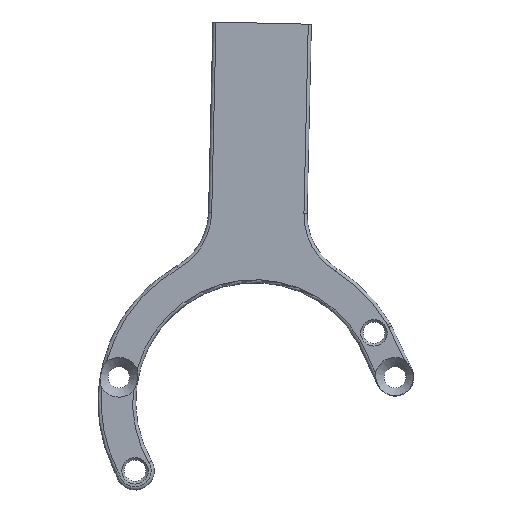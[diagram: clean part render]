
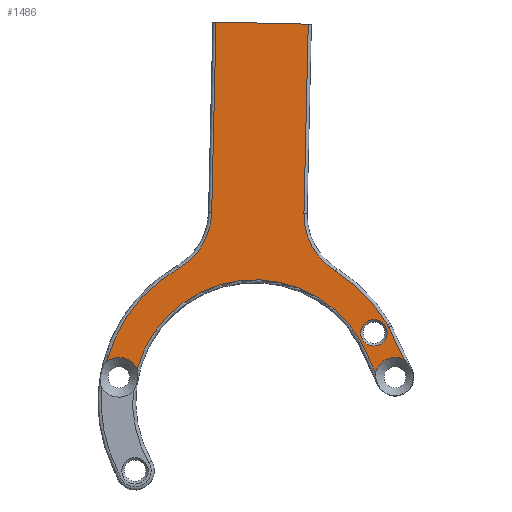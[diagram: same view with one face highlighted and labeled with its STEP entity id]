
A CAD part, front view. The second image highlights one B-rep face of the part: STEP entity #1486.
In plain terms, the highlighted planar face has unit normal (0, -1, 0).
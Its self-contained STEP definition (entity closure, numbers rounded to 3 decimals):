
#30=FACE_BOUND('',#433,.T.);
#48=PLANE('',#1701);
#100=LINE('',#2627,#186);
#123=LINE('',#2783,#209);
#125=LINE('',#2802,#211);
#134=LINE('',#2979,#220);
#135=LINE('',#2980,#221);
#186=VECTOR('',#1918,10.);
#209=VECTOR('',#2065,10.);
#211=VECTOR('',#2075,10.);
#220=VECTOR('',#2182,10.);
#221=VECTOR('',#2183,10.);
#338=FACE_OUTER_BOUND('',#432,.T.);
#432=EDGE_LOOP('',(#1342,#1343,#1344,#1345,#1346,#1347,#1348,#1349,#1350,
#1351,#1352,#1353,#1354,#1355,#1356));
#433=EDGE_LOOP('',(#1357));
#546=CIRCLE('',#1643,24.37);
#549=CIRCLE('',#1647,2.5);
#550=CIRCLE('',#1650,3.15);
#551=CIRCLE('',#1651,3.15);
#552=CIRCLE('',#1654,19.38);
#553=CIRCLE('',#1656,3.15);
#554=CIRCLE('',#1657,3.15);
#555=CIRCLE('',#1659,24.37);
#557=CIRCLE('',#1662,2.1);
#558=CIRCLE('',#1664,10.5);
#575=CIRCLE('',#1699,10.5);
#653=VERTEX_POINT('',#2624);
#654=VERTEX_POINT('',#2626);
#696=VERTEX_POINT('',#2746);
#697=VERTEX_POINT('',#2748);
#698=VERTEX_POINT('',#2753);
#699=VERTEX_POINT('',#2772);
#700=VERTEX_POINT('',#2785);
#701=VERTEX_POINT('',#2787);
#702=VERTEX_POINT('',#2801);
#703=VERTEX_POINT('',#2823);
#704=VERTEX_POINT('',#2852);
#705=VERTEX_POINT('',#2854);
#706=VERTEX_POINT('',#2887);
#707=VERTEX_POINT('',#2891);
#708=VERTEX_POINT('',#2895);
#712=VERTEX_POINT('',#2974);
#822=EDGE_CURVE('',#653,#654,#100,.T.);
#882=EDGE_CURVE('',#696,#697,#546,.T.);
#885=EDGE_CURVE('',#697,#698,#549,.T.);
#888=EDGE_CURVE('',#698,#699,#123,.T.);
#890=EDGE_CURVE('',#701,#700,#550,.T.);
#892=EDGE_CURVE('',#700,#699,#551,.T.);
#893=EDGE_CURVE('',#701,#702,#125,.T.);
#896=EDGE_CURVE('',#702,#703,#552,.T.);
#898=EDGE_CURVE('',#705,#704,#553,.T.);
#900=EDGE_CURVE('',#704,#703,#554,.T.);
#901=EDGE_CURVE('',#705,#706,#555,.T.);
#904=EDGE_CURVE('',#707,#707,#557,.T.);
#905=EDGE_CURVE('',#706,#708,#558,.T.);
#930=EDGE_CURVE('',#712,#696,#575,.T.);
#932=EDGE_CURVE('',#654,#712,#134,.T.);
#933=EDGE_CURVE('',#708,#653,#135,.T.);
#1342=ORIENTED_EDGE('',*,*,#905,.F.);
#1343=ORIENTED_EDGE('',*,*,#901,.F.);
#1344=ORIENTED_EDGE('',*,*,#898,.T.);
#1345=ORIENTED_EDGE('',*,*,#900,.T.);
#1346=ORIENTED_EDGE('',*,*,#896,.F.);
#1347=ORIENTED_EDGE('',*,*,#893,.F.);
#1348=ORIENTED_EDGE('',*,*,#890,.T.);
#1349=ORIENTED_EDGE('',*,*,#892,.T.);
#1350=ORIENTED_EDGE('',*,*,#888,.F.);
#1351=ORIENTED_EDGE('',*,*,#885,.F.);
#1352=ORIENTED_EDGE('',*,*,#882,.F.);
#1353=ORIENTED_EDGE('',*,*,#930,.F.);
#1354=ORIENTED_EDGE('',*,*,#932,.F.);
#1355=ORIENTED_EDGE('',*,*,#822,.F.);
#1356=ORIENTED_EDGE('',*,*,#933,.F.);
#1357=ORIENTED_EDGE('',*,*,#904,.F.);
#1486=ADVANCED_FACE('',(#338,#30),#48,.F.);
#1643=AXIS2_PLACEMENT_3D('',#2749,#2053,#2054);
#1647=AXIS2_PLACEMENT_3D('',#2754,#2061,#2062);
#1650=AXIS2_PLACEMENT_3D('',#2788,#2069,#2070);
#1651=AXIS2_PLACEMENT_3D('',#2799,#2071,#2072);
#1654=AXIS2_PLACEMENT_3D('',#2850,#2078,#2079);
#1656=AXIS2_PLACEMENT_3D('',#2855,#2083,#2084);
#1657=AXIS2_PLACEMENT_3D('',#2885,#2085,#2086);
#1659=AXIS2_PLACEMENT_3D('',#2888,#2089,#2090);
#1662=AXIS2_PLACEMENT_3D('',#2893,#2096,#2097);
#1664=AXIS2_PLACEMENT_3D('',#2896,#2100,#2101);
#1699=AXIS2_PLACEMENT_3D('',#2976,#2176,#2177);
#1701=AXIS2_PLACEMENT_3D('',#2978,#2180,#2181);
#1918=DIRECTION('',(1.,0.,-0.023));
#2053=DIRECTION('center_axis',(0.,1.,0.));
#2054=DIRECTION('ref_axis',(0.718,0.,0.696));
#2061=DIRECTION('center_axis',(0.,1.,0.));
#2062=DIRECTION('ref_axis',(0.903,0.,0.429));
#2065=DIRECTION('',(0.429,0.,-0.903));
#2069=DIRECTION('center_axis',(0.,1.,0.));
#2070=DIRECTION('ref_axis',(0.,0.,-1.));
#2071=DIRECTION('center_axis',(0.,1.,0.));
#2072=DIRECTION('ref_axis',(0.,0.,-1.));
#2075=DIRECTION('',(-0.424,0.,0.906));
#2078=DIRECTION('center_axis',(0.,-1.,0.));
#2079=DIRECTION('ref_axis',(-0.496,0.,0.868));
#2083=DIRECTION('center_axis',(0.,1.,0.));
#2084=DIRECTION('ref_axis',(0.,0.,-1.));
#2085=DIRECTION('center_axis',(0.,1.,0.));
#2086=DIRECTION('ref_axis',(0.,0.,-1.));
#2089=DIRECTION('center_axis',(0.,1.,0.));
#2090=DIRECTION('ref_axis',(-0.958,0.,0.288));
#2096=DIRECTION('center_axis',(0.,-1.,0.));
#2097=DIRECTION('ref_axis',(-1.,0.,0.));
#2100=DIRECTION('center_axis',(0.,-1.,0.));
#2101=DIRECTION('ref_axis',(0.859,0.,-0.511));
#2176=DIRECTION('center_axis',(0.,-1.,0.));
#2177=DIRECTION('ref_axis',(-0.879,0.,-0.477));
#2180=DIRECTION('center_axis',(0.,1.,0.));
#2181=DIRECTION('ref_axis',(-1.,0.,0.));
#2182=DIRECTION('',(-0.023,0.,-1.));
#2183=DIRECTION('',(0.023,0.,1.));
#2624=CARTESIAN_POINT('',(-9.651,73.672,112.458));
#2626=CARTESIAN_POINT('',(4.995,73.672,112.126));
#2627=CARTESIAN_POINT('',(0.631,73.672,112.225));
#2746=CARTESIAN_POINT('',(9.293,73.672,72.904));
#2748=CARTESIAN_POINT('',(17.596,73.672,64.349));
#2749=CARTESIAN_POINT('Origin',(-3.512,73.672,52.169));
#2753=CARTESIAN_POINT('',(17.774,73.672,63.97));
#2754=CARTESIAN_POINT('Origin',(15.431,73.672,63.1));
#2772=CARTESIAN_POINT('',(20.208,73.672,58.845));
#2783=CARTESIAN_POINT('',(18.546,73.672,62.344));
#2785=CARTESIAN_POINT('',(18.771,73.672,59.192));
#2787=CARTESIAN_POINT('',(15.694,73.672,56.716));
#2788=CARTESIAN_POINT('Origin',(18.771,73.672,56.042));
#2799=CARTESIAN_POINT('Origin',(18.771,73.672,56.042));
#2801=CARTESIAN_POINT('',(13.365,73.672,61.687));
#2802=CARTESIAN_POINT('',(12.506,73.672,63.521));
#2823=CARTESIAN_POINT('',(-22.197,73.672,57.313));
#2850=CARTESIAN_POINT('Origin',(-3.514,73.672,52.163));
#2852=CARTESIAN_POINT('',(-25.079,73.672,59.192));
#2854=CARTESIAN_POINT('',(-27.045,73.672,58.503));
#2855=CARTESIAN_POINT('Origin',(-25.079,73.672,56.042));
#2885=CARTESIAN_POINT('Origin',(-25.079,73.672,56.042));
#2887=CARTESIAN_POINT('',(-15.619,73.672,73.319));
#2888=CARTESIAN_POINT('Origin',(-3.512,73.672,52.169));
#2891=CARTESIAN_POINT('',(17.531,73.672,63.1));
#2893=CARTESIAN_POINT('Origin',(15.431,73.672,63.1));
#2895=CARTESIAN_POINT('',(-10.338,73.672,82.194));
#2896=CARTESIAN_POINT('Origin',(-20.836,73.672,82.432));
#2974=CARTESIAN_POINT('',(4.313,73.672,82.076));
#2976=CARTESIAN_POINT('Origin',(14.81,73.672,81.838));
#2978=CARTESIAN_POINT('Origin',(-4.976,73.672,57.586));
#2979=CARTESIAN_POINT('',(3.96,73.672,66.528));
#2980=CARTESIAN_POINT('',(-9.969,73.672,98.462));
